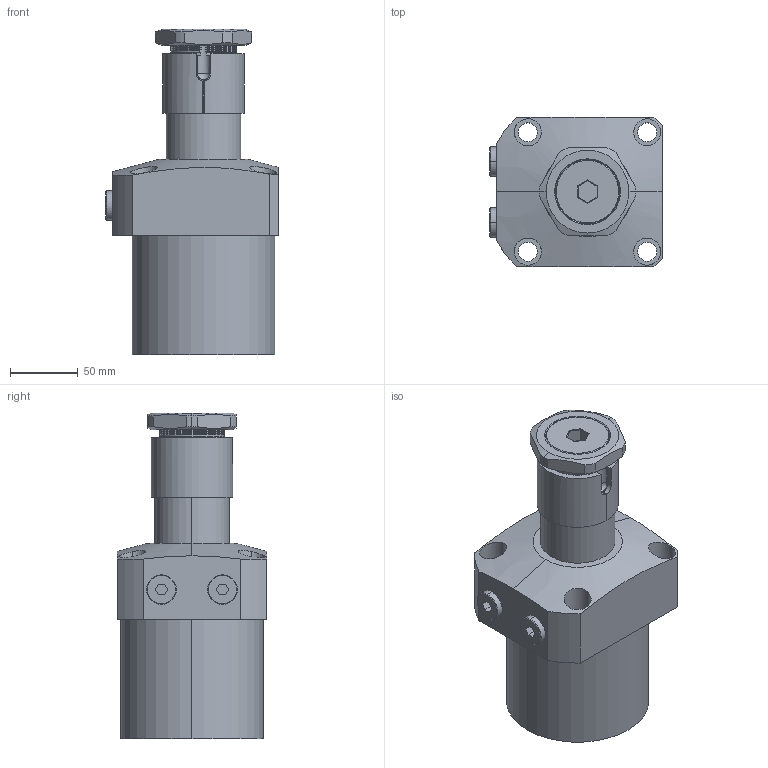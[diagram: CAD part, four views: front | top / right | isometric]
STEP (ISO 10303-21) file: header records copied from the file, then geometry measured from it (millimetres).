
FILE_DESCRIPTION (( 'STEP AP203' ), '1' );
FILE_NAME ('CHA-105SRX90G.STEP', '2019-12-07T08:46:38', ( '' ), ( '' ), 'SwSTEP 2.0', 'SolidWorks 2017', '' );
FILE_SCHEMA (( 'CONFIG_CONTROL_DESIGN' ));
Length unit declared in the file: millimetre
Products named in the file (6): CHA-90掛极; CHA-105SRX90G; CHA-105蹟譫; CHA-105S活塞杆; CHA-105S袪杶; G3-8黑芛
Assembly tree (6 placements, depth 2):
  CHA-105SRX90G
    CHA-90掛极
    G3-8黑芛  x2
    CHA-105S袪杶
    CHA-105S活塞杆
    CHA-105蹟譫
Bounding box: 127 x 110 x 240 mm (x, y, z)
Volume: 1464443.8 mm3; surface area: 176777 mm2
Topology: 6 solids, 6 shells, 229 faces, 586 edges, 383 vertices
Faces by surface type: cylinder 114, plane 70, cone 24, bspline 20, torus 1
Entity records: 14228 total; most frequent: CARTESIAN_POINT 8806, ORIENTED_EDGE 1094, DIRECTION 898, EDGE_CURVE 547, VERTEX_POINT 359, AXIS2_PLACEMENT_3D 345, EDGE_LOOP 238, ADVANCED_FACE 211
